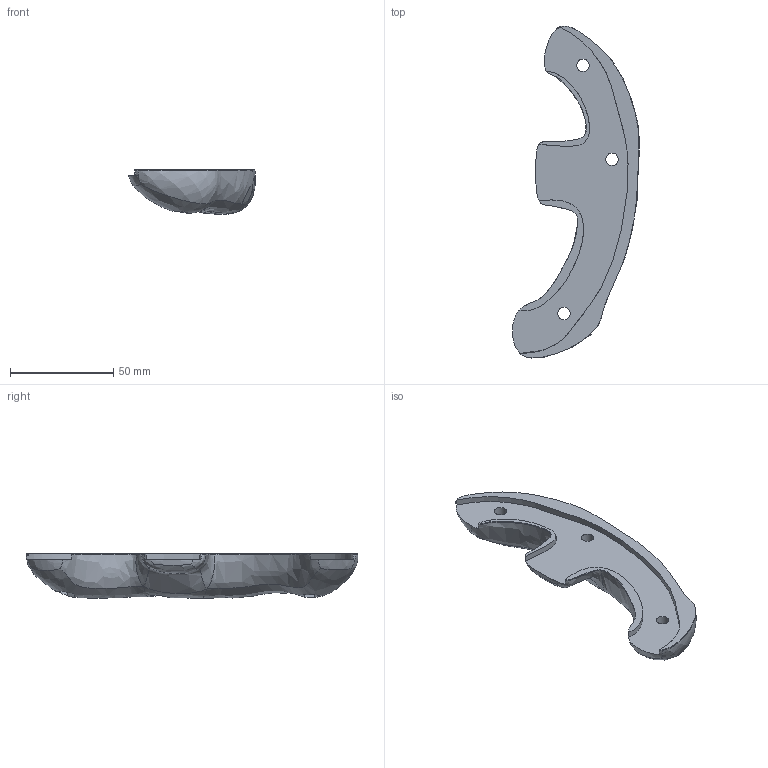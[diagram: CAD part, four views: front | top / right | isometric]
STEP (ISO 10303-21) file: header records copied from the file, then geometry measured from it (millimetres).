
FILE_DESCRIPTION(/* description */ (''),/* implementation_level */ '2;1');
FILE_NAME(/* name */ 'Grip Right Rear.step',/* time_stamp */ '2020-02-14T09:35:05-06:00',/* author */ (''),/* organization */ (''),/* preprocessor_version */ 'ST-DEVELOPER v18',/* originating_system */ 'Autodesk Translation Framework v8.12.0.6',/* authorisation */ '');
FILE_SCHEMA (('AUTOMOTIVE_DESIGN { 1 0 10303 214 3 1 1 }'));
Length unit declared in the file: millimetre
Products named in the file (1): Grip Right Rear
Bounding box: 61.5 x 160.79 x 21.47 mm (x, y, z)
Volume: 67697.1 mm3; surface area: 17625.9 mm2
Topology: 1 solids, 1 shells, 56 faces, 154 edges, 103 vertices
Faces by surface type: bspline 27, plane 26, cylinder 3
Full cylindrical faces by diameter (mm): 6 x3
Entity records: 6083 total; most frequent: CARTESIAN_POINT 4874, ORIENTED_EDGE 308, EDGE_CURVE 154, DIRECTION 120, VERTEX_POINT 103, B_SPLINE_CURVE_WITH_KNOTS 100, EDGE_LOOP 65, FACE_OUTER_BOUND 56
